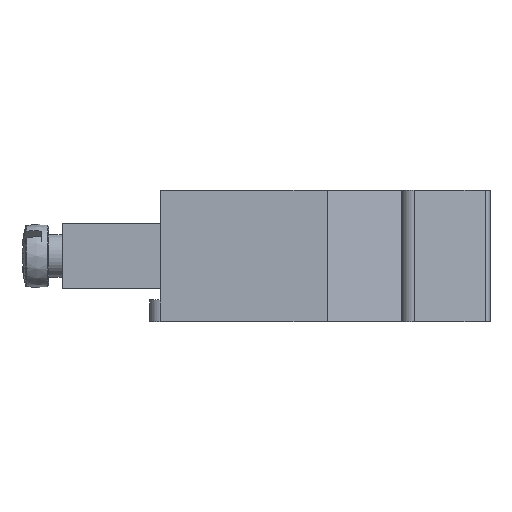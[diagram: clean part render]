
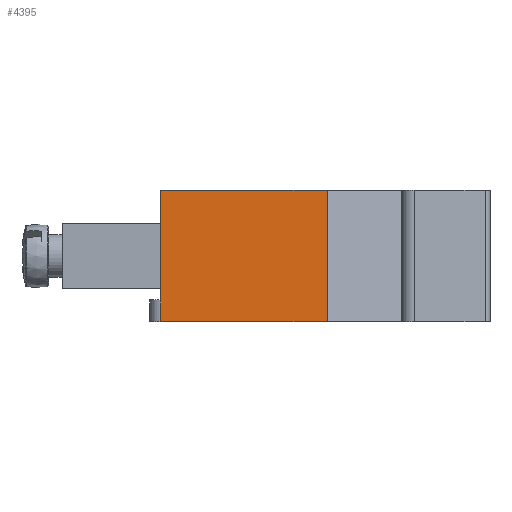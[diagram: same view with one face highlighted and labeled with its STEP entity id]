
A CAD part, left-side view. The second image highlights one B-rep face of the part: STEP entity #4395.
In plain terms, the highlighted face is planar.
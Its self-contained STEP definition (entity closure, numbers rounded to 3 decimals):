
#235=LINE('',#8080,#427);
#307=LINE('',#8303,#499);
#329=LINE('',#8353,#521);
#330=LINE('',#8355,#522);
#331=LINE('',#8356,#523);
#427=VECTOR('',#5776,15.149);
#499=VECTOR('',#5978,15.149);
#521=VECTOR('',#6028,12.);
#522=VECTOR('',#6029,10.);
#523=VECTOR('',#6030,2.);
#600=PLANE('',#4887);
#1411=FACE_OUTER_BOUND('',#1910,.T.);
#1910=EDGE_LOOP('',(#3706,#3707,#3708,#3709,#3710));
#2282=VERTEX_POINT('',#8077);
#2283=VERTEX_POINT('',#8079);
#2345=VERTEX_POINT('',#8253);
#2369=VERTEX_POINT('',#8301);
#2384=VERTEX_POINT('',#8354);
#2709=EDGE_CURVE('',#2283,#2282,#235,.T.);
#2819=EDGE_CURVE('',#2369,#2345,#307,.T.);
#2847=EDGE_CURVE('',#2369,#2283,#329,.T.);
#2848=EDGE_CURVE('',#2282,#2384,#330,.T.);
#2849=EDGE_CURVE('',#2384,#2345,#331,.T.);
#3706=ORIENTED_EDGE('',*,*,#2847,.T.);
#3707=ORIENTED_EDGE('',*,*,#2709,.T.);
#3708=ORIENTED_EDGE('',*,*,#2848,.T.);
#3709=ORIENTED_EDGE('',*,*,#2849,.T.);
#3710=ORIENTED_EDGE('',*,*,#2819,.F.);
#4395=ADVANCED_FACE('',(#1411),#600,.T.);
#4887=AXIS2_PLACEMENT_3D('',#8352,#6026,#6027);
#5776=DIRECTION('',(0.,1.,0.));
#5978=DIRECTION('',(0.,1.,0.));
#6026=DIRECTION('center_axis',(1.,0.,0.));
#6027=DIRECTION('ref_axis',(0.,1.,0.));
#6028=DIRECTION('',(0.,0.,-1.));
#6029=DIRECTION('',(0.,0.,1.));
#6030=DIRECTION('',(0.,0.,1.));
#8077=CARTESIAN_POINT('',(44.,0.,-12.));
#8079=CARTESIAN_POINT('',(44.,-15.149,-12.));
#8080=CARTESIAN_POINT('',(44.,0.,-12.));
#8253=CARTESIAN_POINT('',(44.,0.,0.));
#8301=CARTESIAN_POINT('',(44.,-15.149,0.));
#8303=CARTESIAN_POINT('',(44.,-22.964,0.));
#8352=CARTESIAN_POINT('Origin',(44.,0.,-12.));
#8353=CARTESIAN_POINT('',(44.,-15.149,-12.));
#8354=CARTESIAN_POINT('',(44.,0.,-2.));
#8355=CARTESIAN_POINT('',(44.,0.,-12.));
#8356=CARTESIAN_POINT('',(44.,0.,-12.));
